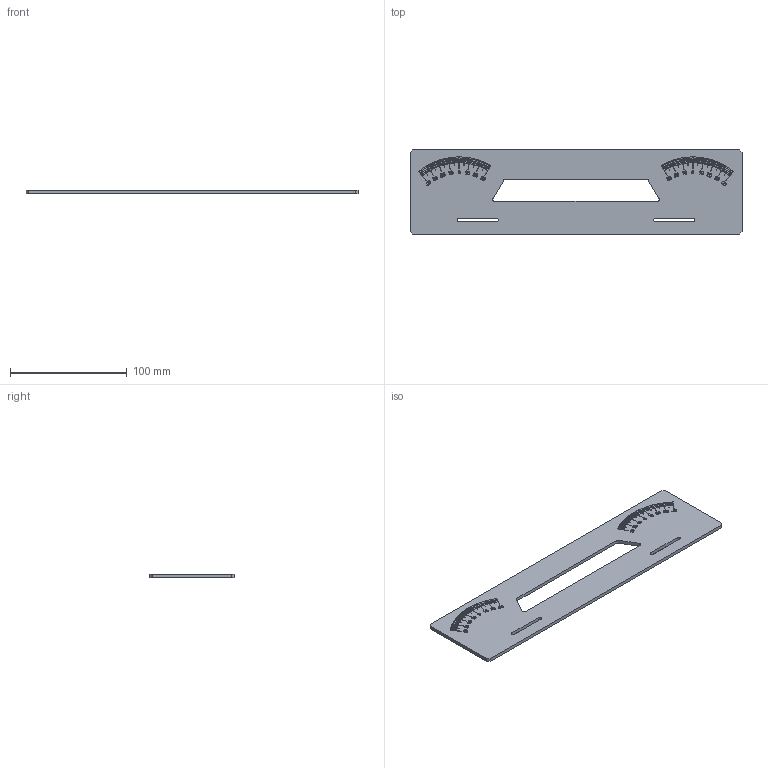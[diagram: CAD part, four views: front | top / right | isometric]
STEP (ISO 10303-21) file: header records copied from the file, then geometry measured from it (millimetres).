
FILE_DESCRIPTION(/* description */ ('Alibre Inc.'),/* implementation_level */ '2;1');
FILE_NAME(/* name */ 'export-3620A92C-D4AF-4284-885E-2E24FE2095F4',/* time_stamp */ '2023-03-14T09:58:44+07:00',/* author */ (''),/* organization */ (''),/* preprocessor_version */ 'ST-DEVELOPER v17',/* originating_system */ 'Alibre',/* authorisation */ '');
FILE_SCHEMA (('CONFIG_CONTROL_DESIGN'));
Length unit declared in the file: millimetre
Bounding box: 284 x 72 x 3 mm (x, y, z)
Volume: 52937.9 mm3; surface area: 39892.6 mm2
Topology: 1 solids, 1 shells, 1216 faces, 3072 edges, 2048 vertices
Faces by surface type: plane 860, bspline 348, cylinder 8
Entity records: 35593 total; most frequent: CARTESIAN_POINT 9450, ORIENTED_EDGE 6144, DIRECTION 3250, EDGE_CURVE 3072, VECTOR 2360, LINE 2360, VERTEX_POINT 2048, EDGE_LOOP 1412
